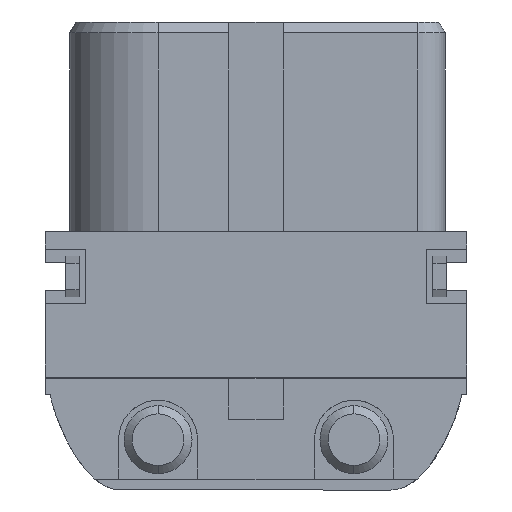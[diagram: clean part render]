
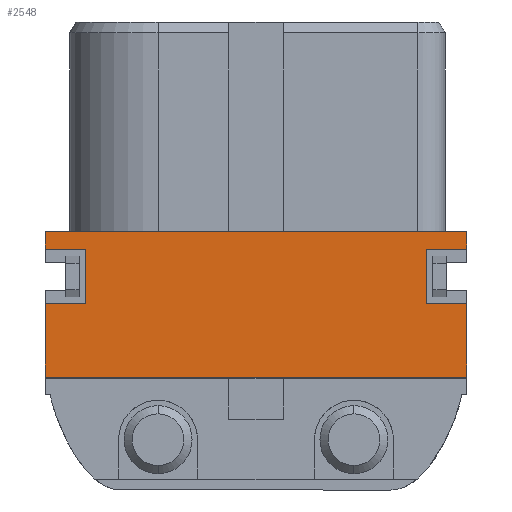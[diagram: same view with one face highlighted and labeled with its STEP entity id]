
A CAD part, front view. The second image highlights one B-rep face of the part: STEP entity #2548.
In plain terms, the highlighted planar face has unit normal (0, -1, 0).
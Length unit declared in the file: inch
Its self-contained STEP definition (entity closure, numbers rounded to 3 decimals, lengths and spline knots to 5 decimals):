
#2 = LINE ( 'NONE', #5094, #5135 ) ;
#45 = CARTESIAN_POINT ( 'NONE',  ( -0.26925, -0.15354, -0.30315 ) ) ;
#338 = PLANE ( 'NONE',  #4262 ) ;
#413 = EDGE_CURVE ( 'NONE', #4597, #8066, #484, .T. ) ;
#484 = LINE ( 'NONE', #7410, #7106 ) ;
#639 = EDGE_CURVE ( 'NONE', #8066, #3790, #7506, .T. ) ;
#686 = DIRECTION ( 'NONE',  ( 1., 0., 0. ) ) ;
#787 = DIRECTION ( 'NONE',  ( 0., 0., -1. ) ) ;
#1008 = DIRECTION ( 'NONE',  ( 1., 0., 0. ) ) ;
#1285 = VECTOR ( 'NONE', #4833, 39.37008 ) ;
#1468 = CARTESIAN_POINT ( 'NONE',  ( 0.30512, -0.15354, -0.51378 ) ) ;
#1512 = EDGE_LOOP ( 'NONE', ( #4593, #6166, #4555, #4403, #6825, #4028, #4790, #2342, #5587, #2830, #2576, #2419 ) ) ;
#1647 = DIRECTION ( 'NONE',  ( 0., 1., 0. ) ) ;
#2276 = CARTESIAN_POINT ( 'NONE',  ( 0.24606, -0.15354, -0.61442 ) ) ;
#2338 = EDGE_CURVE ( 'NONE', #5520, #3997, #3284, .T. ) ;
#2342 = ORIENTED_EDGE ( 'NONE', *, *, #639, .F. ) ;
#2419 = ORIENTED_EDGE ( 'NONE', *, *, #2462, .F. ) ;
#2462 = EDGE_CURVE ( 'NONE', #3997, #3842, #2930, .T. ) ;
#2548 = ADVANCED_FACE ( 'NONE', ( #3838 ), #338, .F. ) ;
#2572 = VERTEX_POINT ( 'NONE', #4792 ) ;
#2576 = ORIENTED_EDGE ( 'NONE', *, *, #4429, .F. ) ;
#2662 = LINE ( 'NONE', #2809, #6053 ) ;
#2741 = CARTESIAN_POINT ( 'NONE',  ( 0.24606, -0.15354, -0.32874 ) ) ;
#2809 = CARTESIAN_POINT ( 'NONE',  ( -0.24606, -0.15354, -0.61442 ) ) ;
#2824 = VERTEX_POINT ( 'NONE', #3482 ) ;
#2830 = ORIENTED_EDGE ( 'NONE', *, *, #8176, .F. ) ;
#2930 = LINE ( 'NONE', #3477, #6354 ) ;
#3061 = VERTEX_POINT ( 'NONE', #5719 ) ;
#3174 = VECTOR ( 'NONE', #6711, 39.37008 ) ;
#3228 = LINE ( 'NONE', #6266, #8136 ) ;
#3284 = LINE ( 'NONE', #4614, #6684 ) ;
#3435 = DIRECTION ( 'NONE',  ( 0., 0., 1. ) ) ;
#3471 = EDGE_CURVE ( 'NONE', #3061, #5984, #3228, .T. ) ;
#3477 = CARTESIAN_POINT ( 'NONE',  ( -0.26925, -0.15354, -0.32874 ) ) ;
#3482 = CARTESIAN_POINT ( 'NONE',  ( -0.24606, -0.15354, -0.40748 ) ) ;
#3575 = CARTESIAN_POINT ( 'NONE',  ( 0.30512, -0.15354, -0.40748 ) ) ;
#3790 = VERTEX_POINT ( 'NONE', #5873 ) ;
#3838 = FACE_OUTER_BOUND ( 'NONE', #1512, .T. ) ;
#3842 = VERTEX_POINT ( 'NONE', #2741 ) ;
#3918 = VERTEX_POINT ( 'NONE', #5932 ) ;
#3997 = VERTEX_POINT ( 'NONE', #5397 ) ;
#4028 = ORIENTED_EDGE ( 'NONE', *, *, #5609, .F. ) ;
#4130 = DIRECTION ( 'NONE',  ( 1., 0., 0. ) ) ;
#4262 = AXIS2_PLACEMENT_3D ( 'NONE', #5483, #1647, #6124 ) ;
#4300 = VECTOR ( 'NONE', #686, 39.37008 ) ;
#4403 = ORIENTED_EDGE ( 'NONE', *, *, #7909, .F. ) ;
#4429 = EDGE_CURVE ( 'NONE', #3842, #5174, #8073, .T. ) ;
#4474 = EDGE_CURVE ( 'NONE', #3790, #2572, #6390, .T. ) ;
#4555 = ORIENTED_EDGE ( 'NONE', *, *, #3471, .F. ) ;
#4593 = ORIENTED_EDGE ( 'NONE', *, *, #2338, .F. ) ;
#4597 = VERTEX_POINT ( 'NONE', #3575 ) ;
#4614 = CARTESIAN_POINT ( 'NONE',  ( 0.30512, -0.15354, -0.30315 ) ) ;
#4666 = CARTESIAN_POINT ( 'NONE',  ( -0.30512, -0.15354, -0.30315 ) ) ;
#4790 = ORIENTED_EDGE ( 'NONE', *, *, #4474, .F. ) ;
#4792 = CARTESIAN_POINT ( 'NONE',  ( -0.30512, -0.15354, -0.40748 ) ) ;
#4832 = CARTESIAN_POINT ( 'NONE',  ( -0.26925, -0.15354, -0.40748 ) ) ;
#4833 = DIRECTION ( 'NONE',  ( 0., 0., 1. ) ) ;
#4890 = VECTOR ( 'NONE', #8268, 39.37008 ) ;
#5029 = DIRECTION ( 'NONE',  ( 0., 0., 1. ) ) ;
#5094 = CARTESIAN_POINT ( 'NONE',  ( -0.26925, -0.15354, -0.32874 ) ) ;
#5135 = VECTOR ( 'NONE', #7036, 39.37008 ) ;
#5174 = VERTEX_POINT ( 'NONE', #5584 ) ;
#5313 = LINE ( 'NONE', #7313, #7028 ) ;
#5397 = CARTESIAN_POINT ( 'NONE',  ( 0.30512, -0.15354, -0.32874 ) ) ;
#5483 = CARTESIAN_POINT ( 'NONE',  ( -0.26925, -0.15354, -0.61442 ) ) ;
#5520 = VERTEX_POINT ( 'NONE', #7874 ) ;
#5584 = CARTESIAN_POINT ( 'NONE',  ( 0.24606, -0.15354, -0.40748 ) ) ;
#5587 = ORIENTED_EDGE ( 'NONE', *, *, #413, .F. ) ;
#5609 = EDGE_CURVE ( 'NONE', #2572, #2824, #7741, .T. ) ;
#5719 = CARTESIAN_POINT ( 'NONE',  ( -0.30512, -0.15354, -0.32874 ) ) ;
#5873 = CARTESIAN_POINT ( 'NONE',  ( -0.30512, -0.15354, -0.51378 ) ) ;
#5932 = CARTESIAN_POINT ( 'NONE',  ( -0.24606, -0.15354, -0.32874 ) ) ;
#5984 = VERTEX_POINT ( 'NONE', #4666 ) ;
#6019 = VECTOR ( 'NONE', #1008, 39.37008 ) ;
#6053 = VECTOR ( 'NONE', #3435, 39.37008 ) ;
#6124 = DIRECTION ( 'NONE',  ( 0., 0., 1. ) ) ;
#6129 = DIRECTION ( 'NONE',  ( 0., 0., -1. ) ) ;
#6166 = ORIENTED_EDGE ( 'NONE', *, *, #6378, .F. ) ;
#6266 = CARTESIAN_POINT ( 'NONE',  ( -0.30512, -0.15354, -0.30315 ) ) ;
#6354 = VECTOR ( 'NONE', #7970, 39.37008 ) ;
#6378 = EDGE_CURVE ( 'NONE', #5984, #5520, #6817, .T. ) ;
#6390 = LINE ( 'NONE', #8033, #1285 ) ;
#6684 = VECTOR ( 'NONE', #787, 39.37008 ) ;
#6711 = DIRECTION ( 'NONE',  ( 0., 0., -1. ) ) ;
#6817 = LINE ( 'NONE', #45, #4300 ) ;
#6825 = ORIENTED_EDGE ( 'NONE', *, *, #7026, .F. ) ;
#6999 = CARTESIAN_POINT ( 'NONE',  ( -0.26925, -0.15354, -0.51378 ) ) ;
#7026 = EDGE_CURVE ( 'NONE', #2824, #3918, #2662, .T. ) ;
#7028 = VECTOR ( 'NONE', #4130, 39.37008 ) ;
#7036 = DIRECTION ( 'NONE',  ( -1., 0., 0. ) ) ;
#7106 = VECTOR ( 'NONE', #6129, 39.37008 ) ;
#7313 = CARTESIAN_POINT ( 'NONE',  ( -0.26925, -0.15354, -0.40748 ) ) ;
#7410 = CARTESIAN_POINT ( 'NONE',  ( 0.30512, -0.15354, -0.61442 ) ) ;
#7506 = LINE ( 'NONE', #6999, #4890 ) ;
#7741 = LINE ( 'NONE', #4832, #6019 ) ;
#7874 = CARTESIAN_POINT ( 'NONE',  ( 0.30512, -0.15354, -0.30315 ) ) ;
#7909 = EDGE_CURVE ( 'NONE', #3918, #3061, #2, .T. ) ;
#7970 = DIRECTION ( 'NONE',  ( -1., 0., 0. ) ) ;
#8033 = CARTESIAN_POINT ( 'NONE',  ( -0.30512, -0.15354, -0.61442 ) ) ;
#8066 = VERTEX_POINT ( 'NONE', #1468 ) ;
#8073 = LINE ( 'NONE', #2276, #3174 ) ;
#8136 = VECTOR ( 'NONE', #5029, 39.37008 ) ;
#8176 = EDGE_CURVE ( 'NONE', #5174, #4597, #5313, .T. ) ;
#8268 = DIRECTION ( 'NONE',  ( -1., 0., 0. ) ) ;
